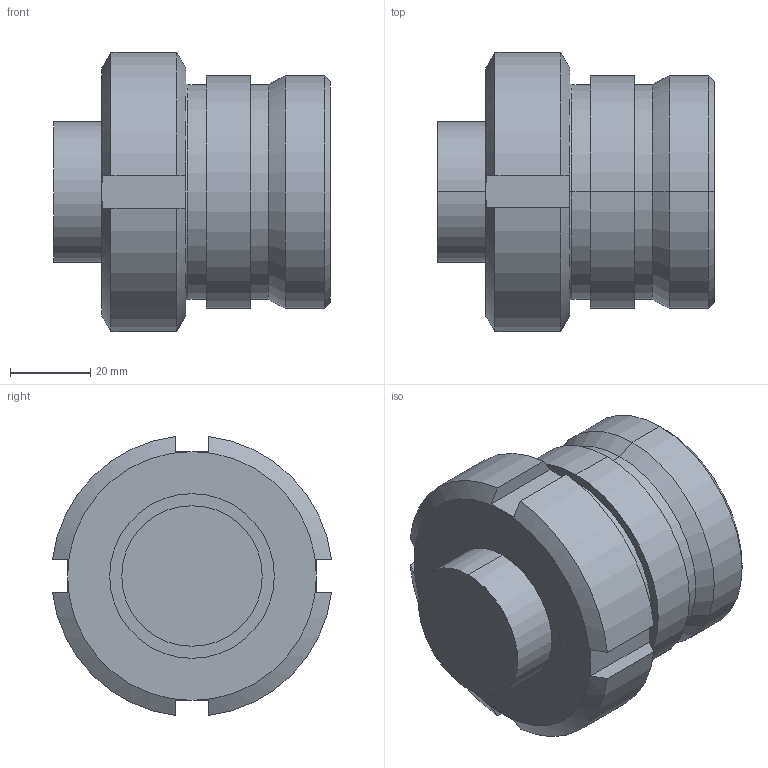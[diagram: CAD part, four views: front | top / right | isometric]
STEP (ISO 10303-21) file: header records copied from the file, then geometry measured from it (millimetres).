
FILE_DESCRIPTION (( 'STEP AP214' ), '1' );
FILE_NAME ('5091032000-xxx.STEP', '2016-04-29T11:10:58', ( 'install' ), ( 'Microsoft' ), 'SwSTEP 2.0', 'SolidWorks 2015', '' );
FILE_SCHEMA (( 'AUTOMOTIVE_DESIGN' ));
Length unit declared in the file: millimetre
Products named in the file (1): 5091032000-xxx
Bounding box: 69 x 69.54 x 69.54 mm (x, y, z)
Volume: 164012.3 mm3; surface area: 22343.3 mm2
Topology: 1 solids, 1 shells, 55 faces, 122 edges, 76 vertices
Faces by surface type: plane 21, cylinder 18, cone 16
Entity records: 1626 total; most frequent: CARTESIAN_POINT 390, DIRECTION 254, ORIENTED_EDGE 244, EDGE_CURVE 122, AXIS2_PLACEMENT_3D 108, VERTEX_POINT 76, EDGE_LOOP 62, ADVANCED_FACE 55
